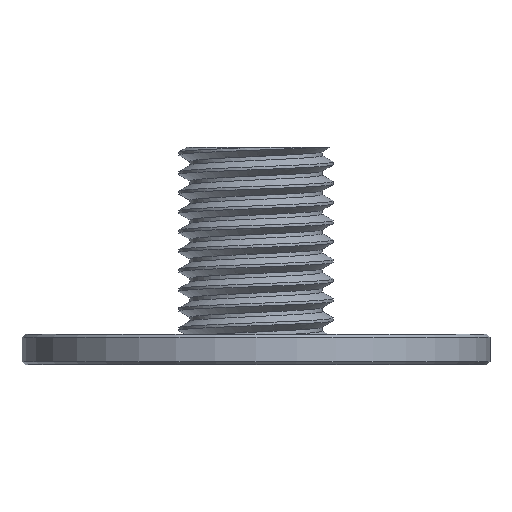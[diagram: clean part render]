
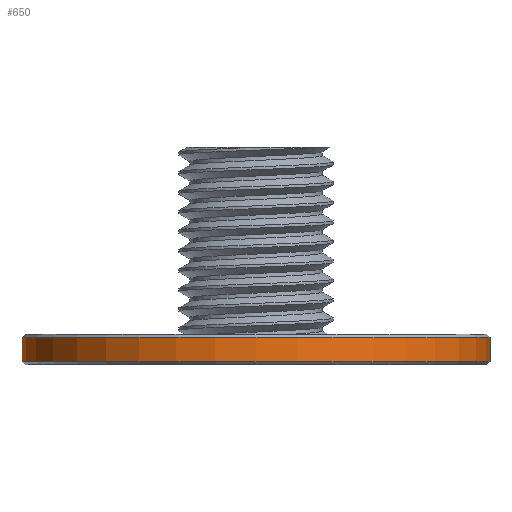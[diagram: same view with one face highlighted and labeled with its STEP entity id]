
A CAD part, front view. The second image highlights one B-rep face of the part: STEP entity #650.
In plain terms, the highlighted cylindrical face has radius 38.1 mm (diameter 76.2 mm), a full revolution.
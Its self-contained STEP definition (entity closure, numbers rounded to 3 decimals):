
#65=FACE_OUTER_BOUND('',#107,.T.);
#107=EDGE_LOOP('',(#527,#528,#529,#530));
#135=CIRCLE('',#718,38.1);
#137=CIRCLE('',#721,38.1);
#212=LINE('',#2599,#242);
#242=VECTOR('',#858,38.1);
#303=VERTEX_POINT('',#2591);
#305=VERTEX_POINT('',#2597);
#392=EDGE_CURVE('',#303,#303,#135,.T.);
#395=EDGE_CURVE('',#305,#305,#137,.T.);
#396=EDGE_CURVE('',#305,#303,#212,.T.);
#527=ORIENTED_EDGE('',*,*,#395,.F.);
#528=ORIENTED_EDGE('',*,*,#396,.T.);
#529=ORIENTED_EDGE('',*,*,#392,.F.);
#530=ORIENTED_EDGE('',*,*,#396,.F.);
#617=CYLINDRICAL_SURFACE('',#720,38.1);
#650=ADVANCED_FACE('',(#65),#617,.T.);
#718=AXIS2_PLACEMENT_3D('',#2592,#849,#850);
#720=AXIS2_PLACEMENT_3D('',#2596,#854,#855);
#721=AXIS2_PLACEMENT_3D('',#2598,#856,#857);
#849=DIRECTION('center_axis',(0.,0.,-1.));
#850=DIRECTION('ref_axis',(1.,0.,0.));
#854=DIRECTION('center_axis',(0.,0.,1.));
#855=DIRECTION('ref_axis',(1.,0.,0.));
#856=DIRECTION('center_axis',(0.,0.,1.));
#857=DIRECTION('ref_axis',(1.,0.,0.));
#858=DIRECTION('',(0.,0.,-1.));
#2591=CARTESIAN_POINT('',(-38.1,0.,0.5));
#2592=CARTESIAN_POINT('Origin',(0.,0.,0.5));
#2596=CARTESIAN_POINT('Origin',(0.,0.,0.));
#2597=CARTESIAN_POINT('',(-38.1,0.,4.5));
#2598=CARTESIAN_POINT('Origin',(0.,0.,4.5));
#2599=CARTESIAN_POINT('',(-38.1,0.,0.));
